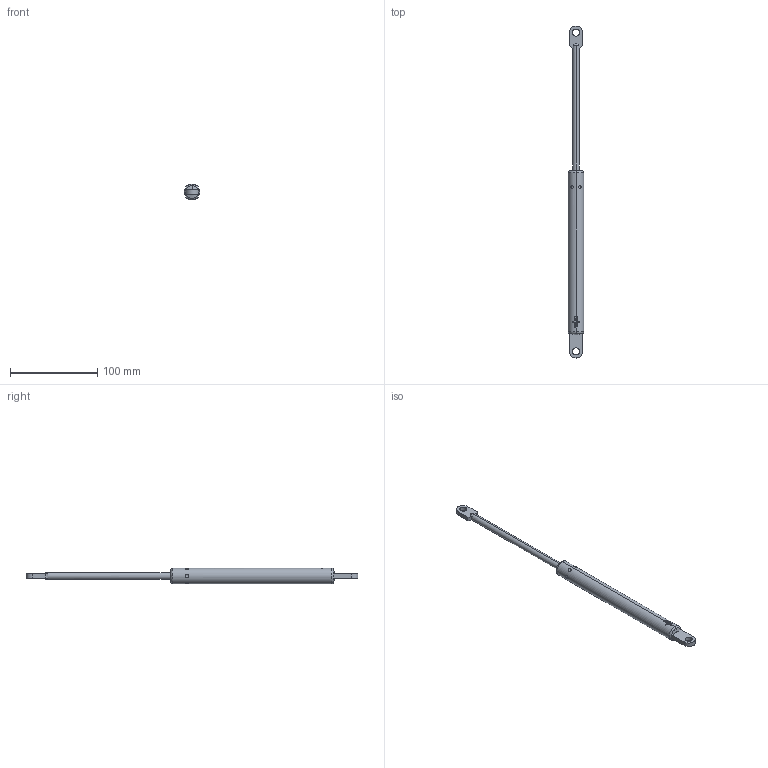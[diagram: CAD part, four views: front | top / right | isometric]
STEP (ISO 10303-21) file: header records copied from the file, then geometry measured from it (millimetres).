
FILE_DESCRIPTION (( 'STEP AP203' ), '1' );
FILE_NAME ('084.527.009.STEP', '2018-11-06T09:36:20', ( 'Localadmin' ), ( 'Microsoft' ), 'SwSTEP 2.0', 'SolidWorks 2018', '' );
FILE_SCHEMA (( 'CONFIG_CONTROL_DESIGN' ));
Length unit declared in the file: millimetre
Products named in the file (3): 084.529.009-B; 084.527.009; 084.527.009-A
Assembly tree (2 placements, depth 2):
  084.527.009
    084.527.009-A
    084.529.009-B
Bounding box: 18 x 379.5 x 18 mm (x, y, z)
Volume: 50593.2 mm3; surface area: 20376.3 mm2
Topology: 2 solids, 2 shells, 117 faces, 313 edges, 211 vertices
Faces by surface type: plane 53, cylinder 49, bspline 12, cone 3
Entity records: 4726 total; most frequent: CARTESIAN_POINT 1727, ORIENTED_EDGE 626, DIRECTION 479, EDGE_CURVE 313, VERTEX_POINT 211, AXIS2_PLACEMENT_3D 175, EDGE_LOOP 132, LINE 129
